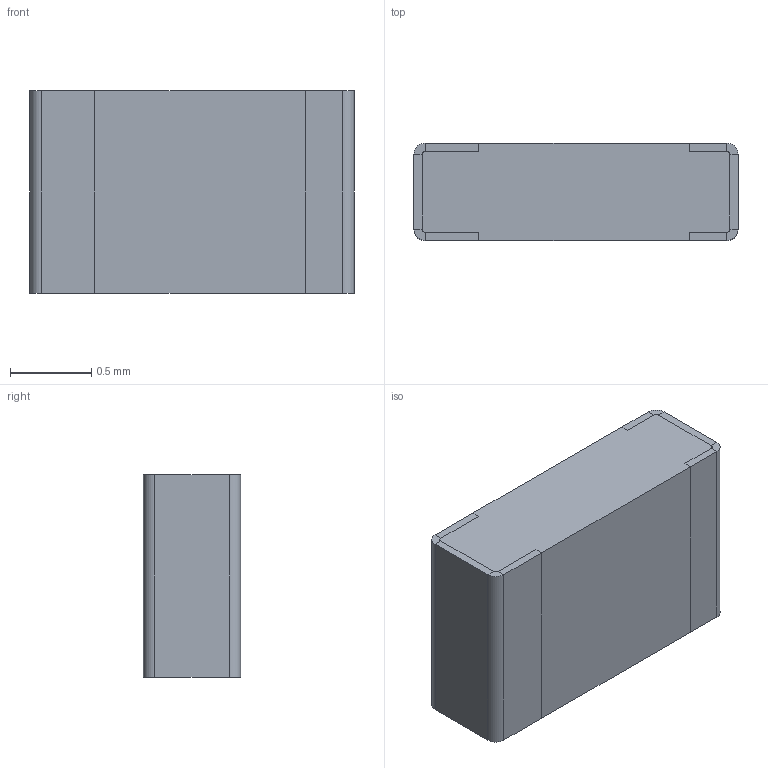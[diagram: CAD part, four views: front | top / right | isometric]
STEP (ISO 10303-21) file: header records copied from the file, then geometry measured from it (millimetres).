
FILE_DESCRIPTION (( 'STEP AP214' ), '1' );
FILE_NAME ('1-1614959-4.STEP', '2019-11-14T05:08:50', ( '' ), ( '' ), 'SwSTEP 2.0', 'SolidWorks 2017', '' );
FILE_SCHEMA (( 'AUTOMOTIVE_DESIGN' ));
Length unit declared in the file: millimetre
Products named in the file (1): 1-1614959-4
Bounding box: 2 x 0.6 x 1.25 mm (x, y, z)
Volume: 1.5 mm3; surface area: 14.7 mm2
Topology: 3 solids, 3 shells, 62 faces, 136 edges, 80 vertices
Faces by surface type: plane 50, cylinder 12
Entity records: 1700 total; most frequent: DIRECTION 286, CARTESIAN_POINT 279, ORIENTED_EDGE 272, EDGE_CURVE 136, LINE 112, VECTOR 112, AXIS2_PLACEMENT_3D 87, VERTEX_POINT 80
